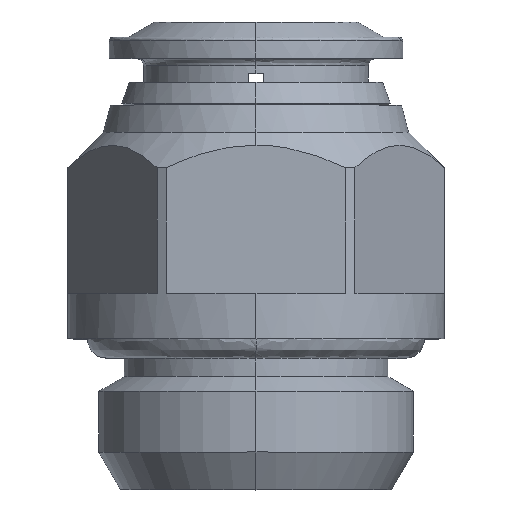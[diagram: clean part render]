
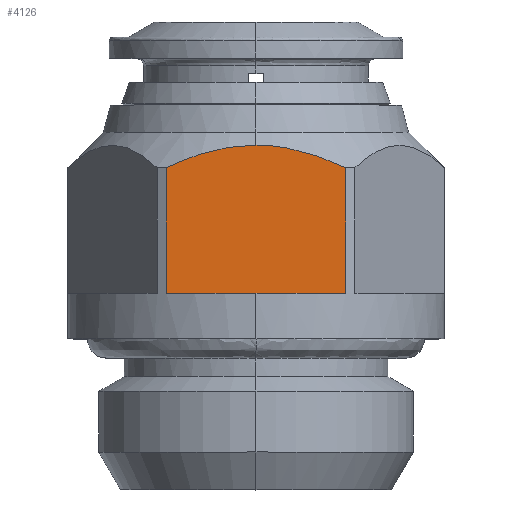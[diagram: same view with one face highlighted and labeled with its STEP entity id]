
A CAD part, top view. The second image highlights one B-rep face of the part: STEP entity #4126.
In plain terms, the highlighted free-form (B-spline) face has degree [1, 1] with [2, 2] control points.
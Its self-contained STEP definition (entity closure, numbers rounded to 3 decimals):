
#124 = CARTESIAN_POINT ( 'NONE',  ( 1.758, 22.693, 11. ) ) ;
#172 = CARTESIAN_POINT ( 'NONE',  ( 4.578, 21.918, 11. ) ) ;
#201 = ORIENTED_EDGE ( 'NONE', *, *, #2056, .T. ) ;
#275 = B_SPLINE_CURVE_WITH_KNOTS ( 'NONE', 3,
 ( #3949, #1168, #2915, #4325, #2235, #3293, #172, #3616, #3935, #457, #1503, #449, #1854, #1866, #4273, #3625, #803, #2555, #3265, #124, #2529, #4296, #833, #2905, #819, #4286 ),
 .UNSPECIFIED., .F., .F.,
 ( 4, 1, 1, 1, 1, 2, 2, 1, 1, 1, 2, 2, 1, 1, 1, 2, 2, 4 ),
 ( 0., 0.125, 0.187, 0.219, 0.234, 0.242, 0.25, 0.375, 0.437, 0.469, 0.484, 0.5, 0.625, 0.687, 0.719, 0.734, 0.75, 1. ),
 .UNSPECIFIED. ) ;
#276 = CARTESIAN_POINT ( 'NONE',  ( -5.937, 21.332, 11. ) ) ;
#360 = EDGE_CURVE ( 'NONE', #823, #2519, #275, .T. ) ;
#395 = CARTESIAN_POINT ( 'NONE',  ( -5.937, 13., 11. ) ) ;
#408 = CARTESIAN_POINT ( 'NONE',  ( 5.937, 13., 11. ) ) ;
#449 = CARTESIAN_POINT ( 'NONE',  ( 3.47, 22.299, 11. ) ) ;
#457 = CARTESIAN_POINT ( 'NONE',  ( 4.27, 22.035, 11. ) ) ;
#473 = VERTEX_POINT ( 'NONE', #276 ) ;
#562 = CARTESIAN_POINT ( 'NONE',  ( -1.792, 22.69, 11. ) ) ;
#564 = CARTESIAN_POINT ( 'NONE',  ( -5.937, 21.332, 11. ) ) ;
#675 = CARTESIAN_POINT ( 'NONE',  ( -5.937, 21.332, 11. ) ) ;
#709 = CARTESIAN_POINT ( 'NONE',  ( 5.937, 13., 11. ) ) ;
#721 = CARTESIAN_POINT ( 'NONE',  ( -4.407, 21.982, 11. ) ) ;
#803 = CARTESIAN_POINT ( 'NONE',  ( 2.792, 22.486, 11. ) ) ;
#819 = CARTESIAN_POINT ( 'NONE',  ( 0.511, 22.832, 11. ) ) ;
#823 = VERTEX_POINT ( 'NONE', #1697 ) ;
#833 = CARTESIAN_POINT ( 'NONE',  ( 1.573, 22.72, 11. ) ) ;
#925 = CARTESIAN_POINT ( 'NONE',  ( -3.288, 22.354, 11. ) ) ;
#971 = CARTESIAN_POINT ( 'NONE',  ( 5.937, 13., 11. ) ) ;
#1040 = CARTESIAN_POINT ( 'NONE',  ( -4.485, 21.953, 11. ) ) ;
#1057 = EDGE_CURVE ( 'NONE', #473, #3793, #3823, .T. ) ;
#1168 = CARTESIAN_POINT ( 'NONE',  ( 5.695, 21.447, 11. ) ) ;
#1202 = ORIENTED_EDGE ( 'NONE', *, *, #360, .T. ) ;
#1269 = CARTESIAN_POINT ( 'NONE',  ( 0., 22.832, 11. ) ) ;
#1363 = CARTESIAN_POINT ( 'NONE',  ( -2.984, 22.435, 11. ) ) ;
#1503 = CARTESIAN_POINT ( 'NONE',  ( 3.897, 22.166, 11. ) ) ;
#1598 = CARTESIAN_POINT ( 'NONE',  ( -1.415, 22.742, 11. ) ) ;
#1697 = CARTESIAN_POINT ( 'NONE',  ( 5.937, 21.332, 11. ) ) ;
#1719 = CARTESIAN_POINT ( 'NONE',  ( 0., 22.832, 11. ) ) ;
#1755 = CARTESIAN_POINT ( 'NONE',  ( -4.081, 22.101, 11. ) ) ;
#1836 = FACE_OUTER_BOUND ( 'NONE', #3125, .T. ) ;
#1854 = CARTESIAN_POINT ( 'NONE',  ( 3.258, 22.36, 11. ) ) ;
#1866 = CARTESIAN_POINT ( 'NONE',  ( 3.167, 22.386, 11. ) ) ;
#1935 = CARTESIAN_POINT ( 'NONE',  ( -2.921, 22.451, 11. ) ) ;
#2009 = EDGE_CURVE ( 'NONE', #2519, #473, #3462, .T. ) ;
#2049 = ORIENTED_EDGE ( 'NONE', *, *, #3868, .T. ) ;
#2056 = EDGE_CURVE ( 'NONE', #2090, #823, #4146, .T. ) ;
#2090 = VERTEX_POINT ( 'NONE', #3213 ) ;
#2235 = CARTESIAN_POINT ( 'NONE',  ( 4.723, 21.862, 11. ) ) ;
#2256 = CARTESIAN_POINT ( 'NONE',  ( -5.937, 13., 11. ) ) ;
#2319 = CARTESIAN_POINT ( 'NONE',  ( -5.937, 13., 11. ) ) ;
#2406 = CARTESIAN_POINT ( 'NONE',  ( -4.502, 21.947, 11. ) ) ;
#2466 = ORIENTED_EDGE ( 'NONE', *, *, #1057, .T. ) ;
#2519 = VERTEX_POINT ( 'NONE', #1719 ) ;
#2529 = CARTESIAN_POINT ( 'NONE',  ( 1.664, 22.707, 11. ) ) ;
#2555 = CARTESIAN_POINT ( 'NONE',  ( 2.413, 22.575, 11. ) ) ;
#2654 = CARTESIAN_POINT ( 'NONE',  ( -0.641, 22.819, 11. ) ) ;
#2657 = CARTESIAN_POINT ( 'NONE',  ( -5.937, 13., 11. ) ) ;
#2743 = CARTESIAN_POINT ( 'NONE',  ( -1.092, 22.779, 11. ) ) ;
#2758 = CARTESIAN_POINT ( 'NONE',  ( -4.978, 21.766, 11. ) ) ;
#2779 = CARTESIAN_POINT ( 'NONE',  ( -3.651, 22.246, 11. ) ) ;
#2825 = CARTESIAN_POINT ( 'NONE',  ( -5.452, 21.563, 11. ) ) ;
#2905 = CARTESIAN_POINT ( 'NONE',  ( 1.025, 22.797, 11. ) ) ;
#2915 = CARTESIAN_POINT ( 'NONE',  ( 5.337, 21.609, 11. ) ) ;
#2992 = B_SPLINE_SURFACE_WITH_KNOTS ( 'NONE', 1, 1, ( 
 ( #395, #3885 ),
 ( #408, #3189 ) ),
 .UNSPECIFIED., .F., .F., .F.,
 ( 2, 2 ),
 ( 2, 2 ),
 ( 0., 1. ),
 ( 0., 1. ),
 .UNSPECIFIED. ) ;
#2995 = CARTESIAN_POINT ( 'NONE',  ( -0.256, 22.832, 11. ) ) ;
#3009 = CARTESIAN_POINT ( 'NONE',  ( -3.018, 22.426, 11. ) ) ;
#3112 = CARTESIAN_POINT ( 'NONE',  ( -2.165, 22.626, 11. ) ) ;
#3125 = EDGE_LOOP ( 'NONE', ( #201, #1202, #4249, #2466, #2049 ) ) ;
#3189 = CARTESIAN_POINT ( 'NONE',  ( 5.937, 22.912, 11. ) ) ;
#3213 = CARTESIAN_POINT ( 'NONE',  ( 5.937, 13., 11. ) ) ;
#3265 = CARTESIAN_POINT ( 'NONE',  ( 1.975, 22.658, 11. ) ) ;
#3293 = CARTESIAN_POINT ( 'NONE',  ( 4.621, 21.901, 11. ) ) ;
#3346 = CARTESIAN_POINT ( 'NONE',  ( -1.48, 22.733, 11. ) ) ;
#3462 = B_SPLINE_CURVE_WITH_KNOTS ( 'NONE', 3,
 ( #1269, #2995, #2654, #2743, #3721, #1598, #3346, #4043, #562, #3112, #4406, #3468, #1935, #1363, #3009, #925, #2779, #1755, #3501, #721, #4194, #1040, #2406, #2758, #2825, #675 ),
 .UNSPECIFIED., .F., .F.,
 ( 4, 1, 1, 1, 2, 2, 1, 1, 1, 2, 2, 1, 1, 1, 1, 2, 2, 4 ),
 ( 0., 0.125, 0.187, 0.219, 0.234, 0.25, 0.375, 0.437, 0.469, 0.484, 0.5, 0.625, 0.687, 0.719, 0.734, 0.742, 0.75, 1. ),
 .UNSPECIFIED. ) ;
#3468 = CARTESIAN_POINT ( 'NONE',  ( -2.826, 22.475, 11. ) ) ;
#3501 = CARTESIAN_POINT ( 'NONE',  ( -4.298, 22.023, 11. ) ) ;
#3616 = CARTESIAN_POINT ( 'NONE',  ( 4.549, 21.929, 11. ) ) ;
#3625 = CARTESIAN_POINT ( 'NONE',  ( 3.078, 22.41, 11. ) ) ;
#3721 = CARTESIAN_POINT ( 'NONE',  ( -1.318, 22.754, 11. ) ) ;
#3793 = VERTEX_POINT ( 'NONE', #2256 ) ;
#3823 = B_SPLINE_CURVE_WITH_KNOTS ( 'NONE', 1,
 ( #564, #2657 ),
 .UNSPECIFIED., .F., .F.,
 ( 2, 2 ),
 ( 0., 1. ),
 .UNSPECIFIED. ) ;
#3868 = EDGE_CURVE ( 'NONE', #3793, #2090, #4476, .T. ) ;
#3885 = CARTESIAN_POINT ( 'NONE',  ( -5.937, 22.912, 11. ) ) ;
#3935 = CARTESIAN_POINT ( 'NONE',  ( 4.536, 21.934, 11. ) ) ;
#3949 = CARTESIAN_POINT ( 'NONE',  ( 5.937, 21.332, 11. ) ) ;
#4043 = CARTESIAN_POINT ( 'NONE',  ( -1.514, 22.729, 11. ) ) ;
#4126 = ADVANCED_FACE ( 'NONE', ( #1836 ), #2992, .T. ) ;
#4146 = B_SPLINE_CURVE_WITH_KNOTS ( 'NONE', 1,
 ( #709, #4150 ),
 .UNSPECIFIED., .F., .F.,
 ( 2, 2 ),
 ( 0., 1. ),
 .UNSPECIFIED. ) ;
#4150 = CARTESIAN_POINT ( 'NONE',  ( 5.937, 21.332, 11. ) ) ;
#4194 = CARTESIAN_POINT ( 'NONE',  ( -4.454, 21.965, 11. ) ) ;
#4249 = ORIENTED_EDGE ( 'NONE', *, *, #2009, .T. ) ;
#4273 = CARTESIAN_POINT ( 'NONE',  ( 3.107, 22.402, 11. ) ) ;
#4286 = CARTESIAN_POINT ( 'NONE',  ( 0., 22.832, 11. ) ) ;
#4296 = CARTESIAN_POINT ( 'NONE',  ( 1.602, 22.716, 11. ) ) ;
#4325 = CARTESIAN_POINT ( 'NONE',  ( 4.926, 21.781, 11. ) ) ;
#4406 = CARTESIAN_POINT ( 'NONE',  ( -2.605, 22.529, 11. ) ) ;
#4476 = B_SPLINE_CURVE_WITH_KNOTS ( 'NONE', 1,
 ( #2319, #971 ),
 .UNSPECIFIED., .F., .F.,
 ( 2, 2 ),
 ( 0., 1. ),
 .UNSPECIFIED. ) ;
